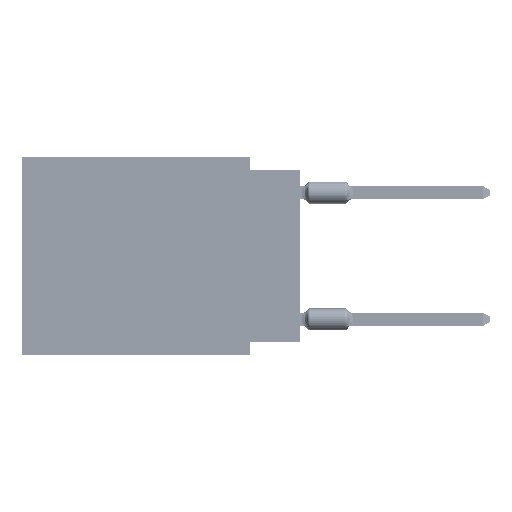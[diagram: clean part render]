
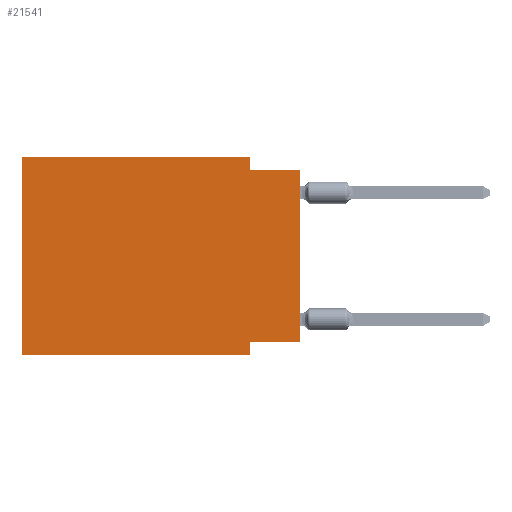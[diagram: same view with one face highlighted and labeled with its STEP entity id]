
A CAD part, left-side view. The second image highlights one B-rep face of the part: STEP entity #21541.
In plain terms, the highlighted planar face has unit normal (-1, 0, 0).
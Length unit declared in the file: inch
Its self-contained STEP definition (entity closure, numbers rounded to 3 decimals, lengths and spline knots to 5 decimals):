
#1549 = VERTEX_POINT ( 'NONE', #31007 ) ;
#2901 = CARTESIAN_POINT ( 'NONE',  ( 0., 0., -0.365 ) ) ;
#3217 = ORIENTED_EDGE ( 'NONE', *, *, #62388, .F. ) ;
#3423 = CARTESIAN_POINT ( 'NONE',  ( 0., 0.1, 0. ) ) ;
#3612 = LINE ( 'NONE', #2901, #52869 ) ;
#4012 = EDGE_CURVE ( 'NONE', #21420, #10029, #3612, .T. ) ;
#4518 = ORIENTED_EDGE ( 'NONE', *, *, #53721, .F. ) ;
#8050 = DIRECTION ( 'NONE',  ( 0., 0., -1. ) ) ;
#8623 = VERTEX_POINT ( 'NONE', #55113 ) ;
#8814 = LINE ( 'NONE', #52306, #33199 ) ;
#9437 = CARTESIAN_POINT ( 'NONE',  ( 0., 0., -0.025 ) ) ;
#10029 = VERTEX_POINT ( 'NONE', #35104 ) ;
#10894 = VERTEX_POINT ( 'NONE', #20929 ) ;
#11582 = ORIENTED_EDGE ( 'NONE', *, *, #32645, .F. ) ;
#12610 = ORIENTED_EDGE ( 'NONE', *, *, #64085, .F. ) ;
#12990 = VECTOR ( 'NONE', #47812, 39.37008 ) ;
#14379 = DIRECTION ( 'NONE',  ( 0., -1., 0. ) ) ;
#17013 = DIRECTION ( 'NONE',  ( 0., 0., 1. ) ) ;
#18826 = VECTOR ( 'NONE', #17013, 39.37008 ) ;
#19125 = VECTOR ( 'NONE', #14379, 39.37008 ) ;
#20098 = VECTOR ( 'NONE', #8050, 39.37008 ) ;
#20929 = CARTESIAN_POINT ( 'NONE',  ( 0., 0.55, -0.39 ) ) ;
#21420 = VERTEX_POINT ( 'NONE', #37478 ) ;
#21541 = ADVANCED_FACE ( 'NONE', ( #54959 ), #28189, .F. ) ;
#22672 = EDGE_LOOP ( 'NONE', ( #24916, #3217, #4518, #11582, #61855, #52920, #12610, #55350 ) ) ;
#24916 = ORIENTED_EDGE ( 'NONE', *, *, #50409, .T. ) ;
#25846 = LINE ( 'NONE', #42239, #56014 ) ;
#26747 = LINE ( 'NONE', #37798, #12990 ) ;
#27492 = CARTESIAN_POINT ( 'NONE',  ( 0., 0.55, 0. ) ) ;
#27842 = CARTESIAN_POINT ( 'NONE',  ( 0., 0.1, -0.39 ) ) ;
#28189 = PLANE ( 'NONE',  #65365 ) ;
#30491 = LINE ( 'NONE', #3423, #20098 ) ;
#31007 = CARTESIAN_POINT ( 'NONE',  ( 0., 0.1, -0.025 ) ) ;
#31339 = VECTOR ( 'NONE', #41188, 39.37008 ) ;
#32645 = EDGE_CURVE ( 'NONE', #8623, #44519, #26747, .T. ) ;
#33199 = VECTOR ( 'NONE', #68685, 39.37008 ) ;
#35104 = CARTESIAN_POINT ( 'NONE',  ( 0., 0.1, -0.365 ) ) ;
#35182 = DIRECTION ( 'NONE',  ( 1., 0., 0. ) ) ;
#37478 = CARTESIAN_POINT ( 'NONE',  ( 0., 0., -0.365 ) ) ;
#37798 = CARTESIAN_POINT ( 'NONE',  ( 0., 0.55, 0. ) ) ;
#39603 = CARTESIAN_POINT ( 'NONE',  ( 0., 0.1, 0. ) ) ;
#41188 = DIRECTION ( 'NONE',  ( 0., 0., 1. ) ) ;
#42239 = CARTESIAN_POINT ( 'NONE',  ( 0., 0., -0.025 ) ) ;
#44519 = VERTEX_POINT ( 'NONE', #39603 ) ;
#46539 = DIRECTION ( 'NONE',  ( 0., -1., 0. ) ) ;
#47812 = DIRECTION ( 'NONE',  ( 0., -1., 0. ) ) ;
#48239 = CARTESIAN_POINT ( 'NONE',  ( 0., 0.55, -0.39 ) ) ;
#48785 = CARTESIAN_POINT ( 'NONE',  ( 0., 0., 0. ) ) ;
#50409 = EDGE_CURVE ( 'NONE', #21420, #56356, #64096, .T. ) ;
#50696 = EDGE_CURVE ( 'NONE', #10894, #8623, #67950, .T. ) ;
#52306 = CARTESIAN_POINT ( 'NONE',  ( 0., 0.1, -0.39 ) ) ;
#52789 = DIRECTION ( 'NONE',  ( 0., 1., 0. ) ) ;
#52869 = VECTOR ( 'NONE', #52789, 39.37008 ) ;
#52920 = ORIENTED_EDGE ( 'NONE', *, *, #55419, .T. ) ;
#53589 = LINE ( 'NONE', #48239, #19125 ) ;
#53721 = EDGE_CURVE ( 'NONE', #44519, #1549, #30491, .T. ) ;
#54959 = FACE_OUTER_BOUND ( 'NONE', #22672, .T. ) ;
#55113 = CARTESIAN_POINT ( 'NONE',  ( 0., 0.55, 0. ) ) ;
#55350 = ORIENTED_EDGE ( 'NONE', *, *, #4012, .F. ) ;
#55419 = EDGE_CURVE ( 'NONE', #10894, #57023, #53589, .T. ) ;
#56014 = VECTOR ( 'NONE', #46539, 39.37008 ) ;
#56356 = VERTEX_POINT ( 'NONE', #9437 ) ;
#57023 = VERTEX_POINT ( 'NONE', #27842 ) ;
#59977 = DIRECTION ( 'NONE',  ( 0., 0., -1. ) ) ;
#61855 = ORIENTED_EDGE ( 'NONE', *, *, #50696, .F. ) ;
#62388 = EDGE_CURVE ( 'NONE', #1549, #56356, #25846, .T. ) ;
#64085 = EDGE_CURVE ( 'NONE', #10029, #57023, #8814, .T. ) ;
#64096 = LINE ( 'NONE', #48785, #18826 ) ;
#65365 = AXIS2_PLACEMENT_3D ( 'NONE', #27492, #35182, #59977 ) ;
#67950 = LINE ( 'NONE', #68646, #31339 ) ;
#68646 = CARTESIAN_POINT ( 'NONE',  ( 0., 0.55, 0. ) ) ;
#68685 = DIRECTION ( 'NONE',  ( 0., 0., -1. ) ) ;
